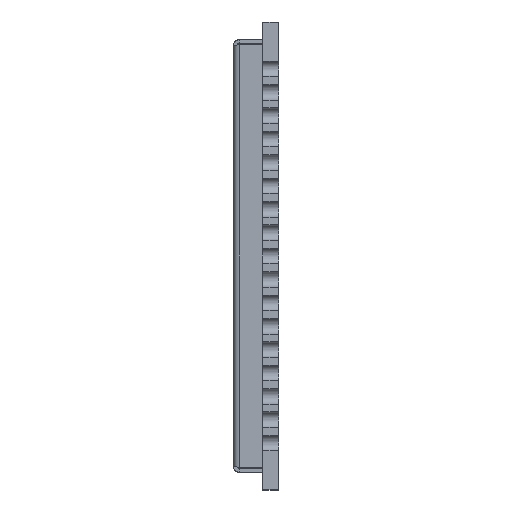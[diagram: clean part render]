
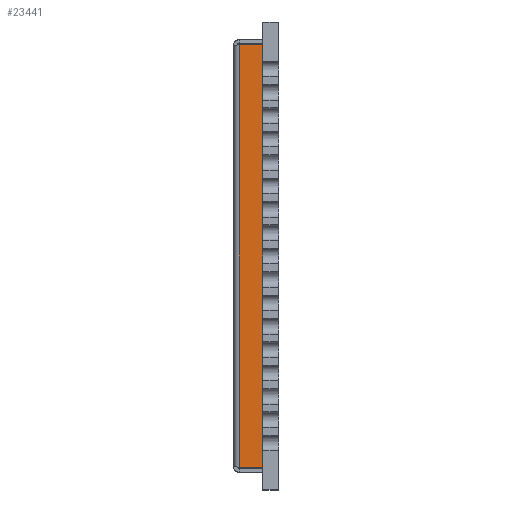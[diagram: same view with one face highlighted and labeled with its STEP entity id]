
A CAD part, left-side view. The second image highlights one B-rep face of the part: STEP entity #23441.
In plain terms, the highlighted planar face has unit normal (-1, 0, 0).
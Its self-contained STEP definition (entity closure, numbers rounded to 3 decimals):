
#2573 = EDGE_CURVE ( 'NONE', #58963, #39989, #45525, .T. ) ;
#6123 = DIRECTION ( 'NONE',  ( 0., -1., 0. ) ) ;
#6760 = ORIENTED_EDGE ( 'NONE', *, *, #17813, .T. ) ;
#7923 = EDGE_LOOP ( 'NONE', ( #12868, #11282, #6760, #20264 ) ) ;
#9665 = LINE ( 'NONE', #24943, #18351 ) ;
#10093 = AXIS2_PLACEMENT_3D ( 'NONE', #37936, #62668, #17902 ) ;
#11282 = ORIENTED_EDGE ( 'NONE', *, *, #60164, .F. ) ;
#12868 = ORIENTED_EDGE ( 'NONE', *, *, #2573, .F. ) ;
#16053 = CARTESIAN_POINT ( 'NONE',  ( -11.1, 2., 10.829 ) ) ;
#16498 = CARTESIAN_POINT ( 'NONE',  ( -11.1, 2., -10.829 ) ) ;
#17182 = CARTESIAN_POINT ( 'NONE',  ( -11.1, 0., -10.829 ) ) ;
#17702 = VERTEX_POINT ( 'NONE', #31047 ) ;
#17813 = EDGE_CURVE ( 'NONE', #48099, #17702, #64711, .T. ) ;
#17902 = DIRECTION ( 'NONE',  ( 0., 1., 0. ) ) ;
#18351 = VECTOR ( 'NONE', #45897, 1000. ) ;
#20264 = ORIENTED_EDGE ( 'NONE', *, *, #29913, .T. ) ;
#23441 = ADVANCED_FACE ( 'NONE', ( #32390 ), #32845, .F. ) ;
#24943 = CARTESIAN_POINT ( 'NONE',  ( -11.1, 0.8, 0. ) ) ;
#25093 = VECTOR ( 'NONE', #40448, 1000. ) ;
#27301 = DIRECTION ( 'NONE',  ( 0., -1., 0. ) ) ;
#29180 = VECTOR ( 'NONE', #27301, 1000. ) ;
#29913 = EDGE_CURVE ( 'NONE', #17702, #39989, #9665, .T. ) ;
#31047 = CARTESIAN_POINT ( 'NONE',  ( -11.1, 0.8, -10.829 ) ) ;
#31055 = CARTESIAN_POINT ( 'NONE',  ( -11.1, 0.8, 10.829 ) ) ;
#32390 = FACE_OUTER_BOUND ( 'NONE', #7923, .T. ) ;
#32845 = PLANE ( 'NONE',  #10093 ) ;
#35554 = CARTESIAN_POINT ( 'NONE',  ( -11.1, 2., 11.1 ) ) ;
#37936 = CARTESIAN_POINT ( 'NONE',  ( -11.1, 0., 0. ) ) ;
#39989 = VERTEX_POINT ( 'NONE', #31055 ) ;
#40448 = DIRECTION ( 'NONE',  ( 0., 0., 1. ) ) ;
#45525 = LINE ( 'NONE', #61267, #51828 ) ;
#45897 = DIRECTION ( 'NONE',  ( 0., 0., 1. ) ) ;
#48099 = VERTEX_POINT ( 'NONE', #16498 ) ;
#51828 = VECTOR ( 'NONE', #6123, 1000. ) ;
#53512 = LINE ( 'NONE', #35554, #25093 ) ;
#58963 = VERTEX_POINT ( 'NONE', #16053 ) ;
#60164 = EDGE_CURVE ( 'NONE', #48099, #58963, #53512, .T. ) ;
#61267 = CARTESIAN_POINT ( 'NONE',  ( -11.1, 2.1, 10.829 ) ) ;
#62668 = DIRECTION ( 'NONE',  ( 1., 0., 0. ) ) ;
#64711 = LINE ( 'NONE', #17182, #29180 ) ;
